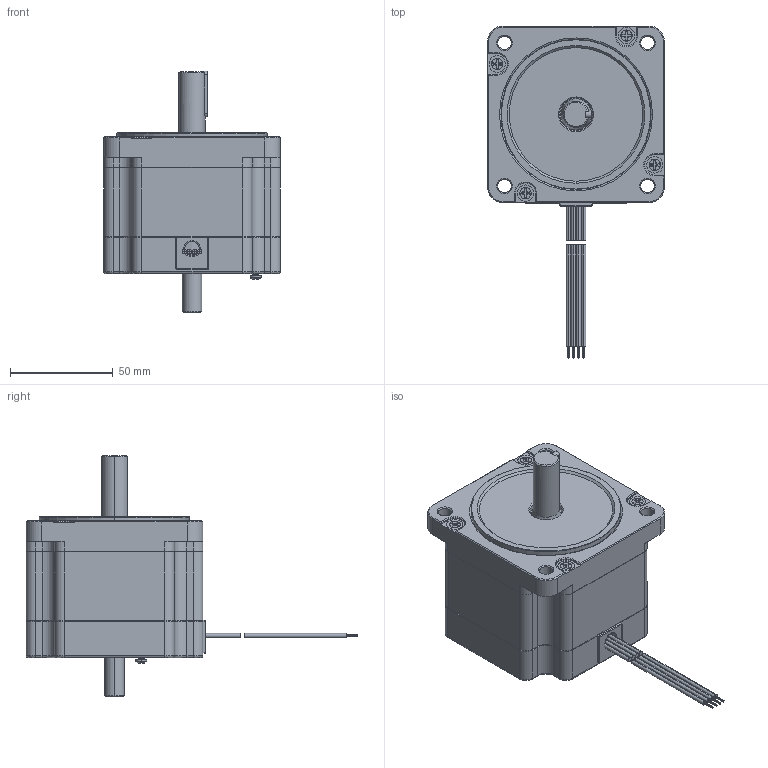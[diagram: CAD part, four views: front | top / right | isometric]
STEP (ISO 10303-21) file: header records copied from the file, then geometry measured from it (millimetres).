
FILE_DESCRIPTION((''),'2;1');
FILE_NAME('4611110027497_ASM','2024-04-17T15:12:29',('ms26442'),(''),'CREO PARAMETRIC BY PTC INC, 2018100','CREO PARAMETRIC BY PTC INC, 2018100','');
FILE_SCHEMA(('CONFIG_CONTROL_DESIGN'));
Products named in the file (23): 4613102100234; 3698153000270; 4613104003238_ASM; 4634140202346; 4613103005984_ASM; 4219121302163; 4331101000181; 4613106100208; 4693220000358; 4332101203966; 4613107106205_ASM; 4294440200025_AF0; 4294440200025_AF1; 4219121303977; 3632305500080; 4294404000305; 3698151100074; 4294404000450; 3219710002063; 4613153002108_ASM; 4294438000032; 3219720005067; 4611110027497_ASM
Assembly tree (30 placements, depth 5):
  4611110027497_ASM
    4613153002108_ASM
      4613103005984_ASM
        4613104003238_ASM
          4613102100234
          3698153000270  x2
        4634140202346
      4219121302163
      4331101000181  x2
      4613107106205_ASM
        4613106100208  x2
        4693220000358
        4332101203966
      4294440200025_AF0
      4294440200025_AF1
      4219121303977
      3632305500080
      4294404000305  x4
      3698151100074
      4294404000450
      3219710002063
    4294404000450
    4294438000032
    3219720005067
    3219710002063
Bounding box: 86 x 161.4 x 117.49 mm (x, y, z)
Volume: 323293.8 mm3; surface area: 193052 mm2
Topology: 33 solids, 50 shells, 3912 faces, 10488 edges, 6835 vertices
Faces by surface type: cylinder 1911, plane 1542, cone 204, bspline 176, torus 75, sphere 4
Entity records: 86191 total; most frequent: CARTESIAN_POINT 20353, DIRECTION 14253, ORIENTED_EDGE 13540, EDGE_CURVE 6788, AXIS2_PLACEMENT_3D 5281, VERTEX_POINT 4415, VECTOR 3691, LINE 3691
